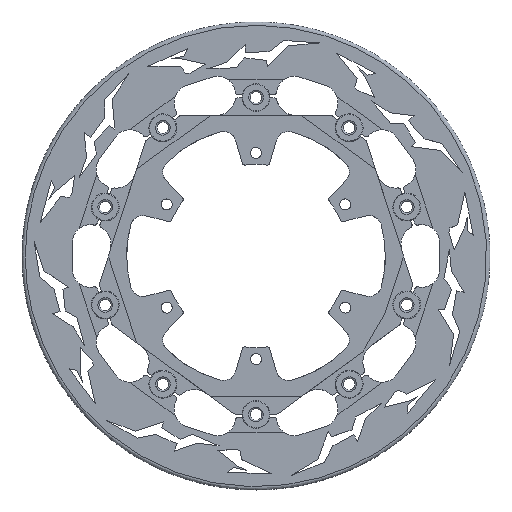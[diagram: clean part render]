
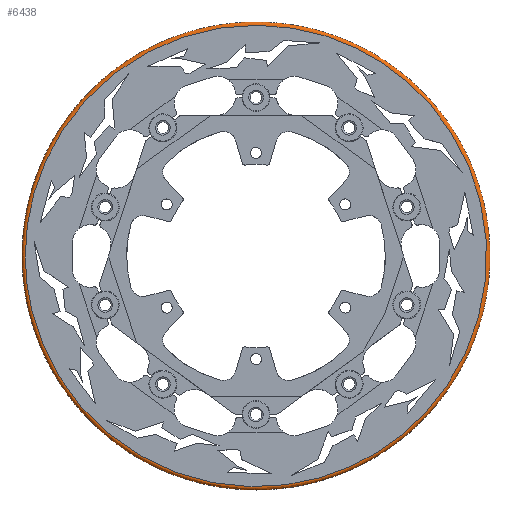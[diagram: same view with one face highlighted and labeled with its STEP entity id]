
A CAD part, top view. The second image highlights one B-rep face of the part: STEP entity #6438.
In plain terms, the highlighted free-form (B-spline) face has degree [2, 2] with [9, 5] control points.
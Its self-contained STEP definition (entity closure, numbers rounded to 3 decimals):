
#5053 = EDGE_CURVE('',#5054,#5054,#5056,.T.);
#5054 = VERTEX_POINT('',#5055);
#5055 = CARTESIAN_POINT('',(-221.584,0.,
    6.321));
#5056 = ( BOUNDED_CURVE() B_SPLINE_CURVE(2,(#5057,#5058,#5059,#5060,
#5061,#5062,#5063),.UNSPECIFIED.,.T.,.F.) B_SPLINE_CURVE_WITH_KNOTS((3,2
    ,2,3),(0.628,2.723,4.817,6.912),
.PIECEWISE_BEZIER_KNOTS.) CURVE() GEOMETRIC_REPRESENTATION_ITEM() 
RATIONAL_B_SPLINE_CURVE((1.,0.5,1.,0.5,1.,0.5,1.)) REPRESENTATION_ITEM(
  '') );
#5057 = CARTESIAN_POINT('',(-221.584,0.,
    6.321));
#5058 = CARTESIAN_POINT('',(-221.584,383.795,
    6.321));
#5059 = CARTESIAN_POINT('',(110.792,191.897,
    6.321));
#5060 = CARTESIAN_POINT('',(443.168,0.,
    6.321));
#5061 = CARTESIAN_POINT('',(110.792,-191.897,
    6.321));
#5062 = CARTESIAN_POINT('',(-221.584,-383.795,
    6.321));
#5063 = CARTESIAN_POINT('',(-221.584,0.,
    6.321));
#6438 = ADVANCED_FACE('',(#6439),#6463,.T.);
#6439 = FACE_BOUND('',#6440,.T.);
#6440 = EDGE_LOOP('',(#6441,#6442,#6452,#6462));
#6441 = ORIENTED_EDGE('',*,*,#5053,.T.);
#6442 = ORIENTED_EDGE('',*,*,#6443,.T.);
#6443 = EDGE_CURVE('',#5054,#6444,#6446,.T.);
#6444 = VERTEX_POINT('',#6445);
#6445 = CARTESIAN_POINT('',(-221.584,0.,0.));
#6446 = ( BOUNDED_CURVE() B_SPLINE_CURVE(2,(#6447,#6448,#6449,#6450,
#6451),.UNSPECIFIED.,.F.,.F.) B_SPLINE_CURVE_WITH_KNOTS((3,2,3),(
    4.712,6.283,7.854),
.PIECEWISE_BEZIER_KNOTS.) CURVE() GEOMETRIC_REPRESENTATION_ITEM() 
RATIONAL_B_SPLINE_CURVE((1.,0.707,1.,0.707,1.)) 
REPRESENTATION_ITEM('') );
#6447 = CARTESIAN_POINT('',(-221.584,0.,
    6.321));
#6448 = CARTESIAN_POINT('',(-224.745,0.,
    6.321));
#6449 = CARTESIAN_POINT('',(-224.745,0.,
    3.16));
#6450 = CARTESIAN_POINT('',(-224.745,0.,
    0.));
#6451 = CARTESIAN_POINT('',(-221.584,0.,0.));
#6452 = ORIENTED_EDGE('',*,*,#6453,.T.);
#6453 = EDGE_CURVE('',#6444,#6444,#6454,.T.);
#6454 = ( BOUNDED_CURVE() B_SPLINE_CURVE(2,(#6455,#6456,#6457,#6458,
#6459,#6460,#6461),.UNSPECIFIED.,.T.,.F.) B_SPLINE_CURVE_WITH_KNOTS((3,2
    ,2,3),(3.142,5.236,7.33,9.425),
.PIECEWISE_BEZIER_KNOTS.) CURVE() GEOMETRIC_REPRESENTATION_ITEM() 
RATIONAL_B_SPLINE_CURVE((1.,0.5,1.,0.5,1.,0.5,1.)) REPRESENTATION_ITEM(
  '') );
#6455 = CARTESIAN_POINT('',(-221.584,0.,0.));
#6456 = CARTESIAN_POINT('',(-221.584,-383.795,0.));
#6457 = CARTESIAN_POINT('',(110.792,-191.897,0.));
#6458 = CARTESIAN_POINT('',(443.168,0.,0.));
#6459 = CARTESIAN_POINT('',(110.792,191.897,0.));
#6460 = CARTESIAN_POINT('',(-221.584,383.795,0.));
#6461 = CARTESIAN_POINT('',(-221.584,0.,0.));
#6462 = ORIENTED_EDGE('',*,*,#6443,.F.);
#6463 = ( BOUNDED_SURFACE() B_SPLINE_SURFACE(2,2,(
    (#6464,#6465,#6466,#6467,#6468)
    ,(#6469,#6470,#6471,#6472,#6473)
    ,(#6474,#6475,#6476,#6477,#6478)
    ,(#6479,#6480,#6481,#6482,#6483)
    ,(#6484,#6485,#6486,#6487,#6488)
    ,(#6489,#6490,#6491,#6492,#6493)
    ,(#6494,#6495,#6496,#6497,#6498)
    ,(#6499,#6500,#6501,#6502,#6503)
    ,(#6504,#6505,#6506,#6507,#6508
)),.UNSPECIFIED.,.T.,.F.,.F.) B_SPLINE_SURFACE_WITH_KNOTS((3,2,2,2,3),(3
    ,2,3),(-3.142,-2.094,0.,2.094,
    3.142),(-1.571,0.,1.571),.UNSPECIFIED.) 
GEOMETRIC_REPRESENTATION_ITEM() RATIONAL_B_SPLINE_SURFACE((
    (0.75,0.53,0.75,0.53,0.75)
    ,(0.75,0.53,0.75,0.53,0.75)
    ,(1.,0.707,1.,0.707,1.)
    ,(0.5,0.354,0.5,0.354,0.5)
    ,(1.,0.707,1.,0.707,1.)
    ,(0.5,0.354,0.5,0.354,0.5)
    ,(1.,0.707,1.,0.707,1.)
    ,(0.75,0.53,0.75,0.53,0.75)
,(0.75,0.53,0.75,0.53,0.75
))) REPRESENTATION_ITEM('') SURFACE() );
#6464 = CARTESIAN_POINT('',(-221.584,0.,0.));
#6465 = CARTESIAN_POINT('',(-224.745,0.,
    0.));
#6466 = CARTESIAN_POINT('',(-224.745,0.,3.16));
#6467 = CARTESIAN_POINT('',(-224.745,0.,
    6.321));
#6468 = CARTESIAN_POINT('',(-221.584,0.,
    6.321));
#6469 = CARTESIAN_POINT('',(-221.584,-127.932,0.));
#6470 = CARTESIAN_POINT('',(-224.745,-129.756,
    0.));
#6471 = CARTESIAN_POINT('',(-224.745,-129.756,
    3.16));
#6472 = CARTESIAN_POINT('',(-224.745,-129.756,
    6.321));
#6473 = CARTESIAN_POINT('',(-221.584,-127.932,
    6.321));
#6474 = CARTESIAN_POINT('',(-110.792,-191.897,0.));
#6475 = CARTESIAN_POINT('',(-112.372,-194.634,
    0.));
#6476 = CARTESIAN_POINT('',(-112.372,-194.634,
    3.16));
#6477 = CARTESIAN_POINT('',(-112.372,-194.634,
    6.321));
#6478 = CARTESIAN_POINT('',(-110.792,-191.897,
    6.321));
#6479 = CARTESIAN_POINT('',(221.584,-383.795,0.));
#6480 = CARTESIAN_POINT('',(224.745,-389.269,
    0.));
#6481 = CARTESIAN_POINT('',(224.745,-389.269,
    3.16));
#6482 = CARTESIAN_POINT('',(224.745,-389.269,
    6.321));
#6483 = CARTESIAN_POINT('',(221.584,-383.795,
    6.321));
#6484 = CARTESIAN_POINT('',(221.584,0.,0.));
#6485 = CARTESIAN_POINT('',(224.745,0.,0.));
#6486 = CARTESIAN_POINT('',(224.745,0.,3.16));
#6487 = CARTESIAN_POINT('',(224.745,0.,6.321));
#6488 = CARTESIAN_POINT('',(221.584,0.,6.321));
#6489 = CARTESIAN_POINT('',(221.584,383.795,0.));
#6490 = CARTESIAN_POINT('',(224.745,389.269,
    0.));
#6491 = CARTESIAN_POINT('',(224.745,389.269,
    3.16));
#6492 = CARTESIAN_POINT('',(224.745,389.269,
    6.321));
#6493 = CARTESIAN_POINT('',(221.584,383.795,
    6.321));
#6494 = CARTESIAN_POINT('',(-110.792,191.897,0.));
#6495 = CARTESIAN_POINT('',(-112.372,194.634,
    0.));
#6496 = CARTESIAN_POINT('',(-112.372,194.634,
    3.16));
#6497 = CARTESIAN_POINT('',(-112.372,194.634,
    6.321));
#6498 = CARTESIAN_POINT('',(-110.792,191.897,
    6.321));
#6499 = CARTESIAN_POINT('',(-221.584,127.932,0.));
#6500 = CARTESIAN_POINT('',(-224.745,129.756,
    0.));
#6501 = CARTESIAN_POINT('',(-224.745,129.756,
    3.16));
#6502 = CARTESIAN_POINT('',(-224.745,129.756,
    6.321));
#6503 = CARTESIAN_POINT('',(-221.584,127.932,
    6.321));
#6504 = CARTESIAN_POINT('',(-221.584,0.,0.));
#6505 = CARTESIAN_POINT('',(-224.745,0.,
    0.));
#6506 = CARTESIAN_POINT('',(-224.745,0.,3.16));
#6507 = CARTESIAN_POINT('',(-224.745,0.,
    6.321));
#6508 = CARTESIAN_POINT('',(-221.584,0.,
    6.321));
